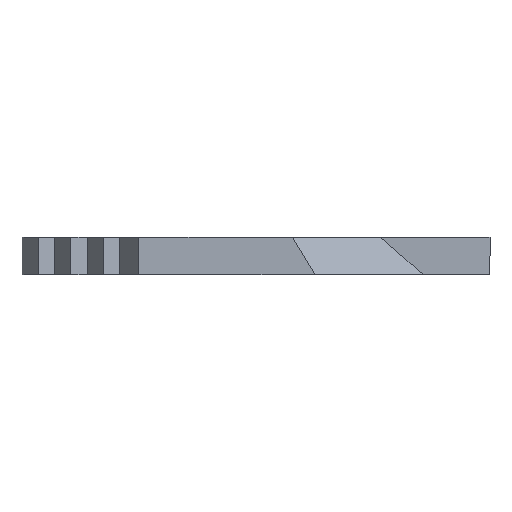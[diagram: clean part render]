
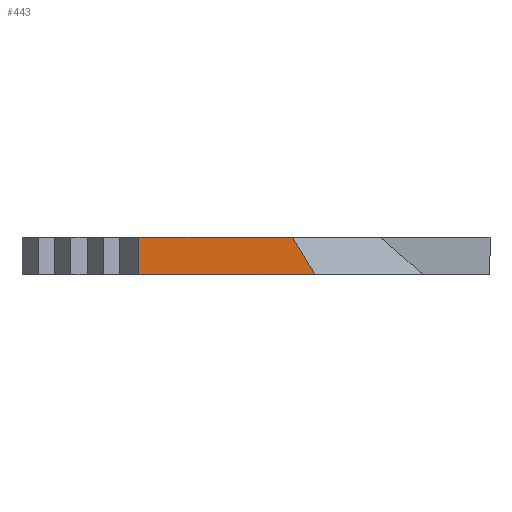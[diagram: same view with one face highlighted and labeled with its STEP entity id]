
A CAD part, front view. The second image highlights one B-rep face of the part: STEP entity #443.
In plain terms, the highlighted planar face has unit normal (0, -1, 0).
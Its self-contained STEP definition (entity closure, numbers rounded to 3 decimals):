
#62 = PLANE ( 'NONE',  #619 ) ;
#130 = CARTESIAN_POINT ( 'NONE',  ( -17.321, -100., 10. ) ) ;
#132 = DIRECTION ( 'NONE',  ( 0., 1., 0. ) ) ;
#187 = DIRECTION ( 'NONE',  ( 0., 0., 1. ) ) ;
#232 = VERTEX_POINT ( 'NONE', #501 ) ;
#234 = VERTEX_POINT ( 'NONE', #518 ) ;
#294 = VERTEX_POINT ( 'NONE', #499 ) ;
#295 = VERTEX_POINT ( 'NONE', #526 ) ;
#334 = ORIENTED_EDGE ( 'NONE', *, *, #390, .T. ) ;
#349 = ORIENTED_EDGE ( 'NONE', *, *, #389, .T. ) ;
#357 = EDGE_LOOP ( 'NONE', ( #349, #372, #334, #369 ) ) ;
#369 = ORIENTED_EDGE ( 'NONE', *, *, #391, .T. ) ;
#372 = ORIENTED_EDGE ( 'NONE', *, *, #386, .F. ) ;
#386 = EDGE_CURVE ( 'NONE', #232, #294, #673, .T. ) ;
#389 = EDGE_CURVE ( 'NONE', #295, #294, #679, .T. ) ;
#390 = EDGE_CURVE ( 'NONE', #232, #234, #668, .T. ) ;
#391 = EDGE_CURVE ( 'NONE', #234, #295, #674, .T. ) ;
#443 = ADVANCED_FACE ( 'NONE', ( #811 ), #62, .F. ) ;
#499 = CARTESIAN_POINT ( 'NONE',  ( 23.596, -100., 10. ) ) ;
#501 = CARTESIAN_POINT ( 'NONE',  ( -17.321, -100., 10. ) ) ;
#518 = CARTESIAN_POINT ( 'NONE',  ( -17.321, -100., 0. ) ) ;
#526 = CARTESIAN_POINT ( 'NONE',  ( 29.628, -100., 0. ) ) ;
#558 = VECTOR ( 'NONE', #846, 1000. ) ;
#562 = VECTOR ( 'NONE', #849, 1000. ) ;
#563 = VECTOR ( 'NONE', #859, 1000. ) ;
#564 = VECTOR ( 'NONE', #861, 1000. ) ;
#619 = AXIS2_PLACEMENT_3D ( 'NONE', #130, #132, #187 ) ;
#668 = LINE ( 'NONE', #858, #563 ) ;
#673 = LINE ( 'NONE', #845, #558 ) ;
#674 = LINE ( 'NONE', #860, #564 ) ;
#679 = LINE ( 'NONE', #850, #562 ) ;
#811 = FACE_OUTER_BOUND ( 'NONE', #357, .T. ) ;
#845 = CARTESIAN_POINT ( 'NONE',  ( -17.321, -100., 10. ) ) ;
#846 = DIRECTION ( 'NONE',  ( 1., 0., 0. ) ) ;
#849 = DIRECTION ( 'NONE',  ( -0.516, 0., 0.856 ) ) ;
#850 = CARTESIAN_POINT ( 'NONE',  ( 29.628, -100., 0. ) ) ;
#858 = CARTESIAN_POINT ( 'NONE',  ( -17.321, -100., 10. ) ) ;
#859 = DIRECTION ( 'NONE',  ( 0., 0., -1. ) ) ;
#860 = CARTESIAN_POINT ( 'NONE',  ( -17.321, -100., 0. ) ) ;
#861 = DIRECTION ( 'NONE',  ( 1., 0., 0. ) ) ;
